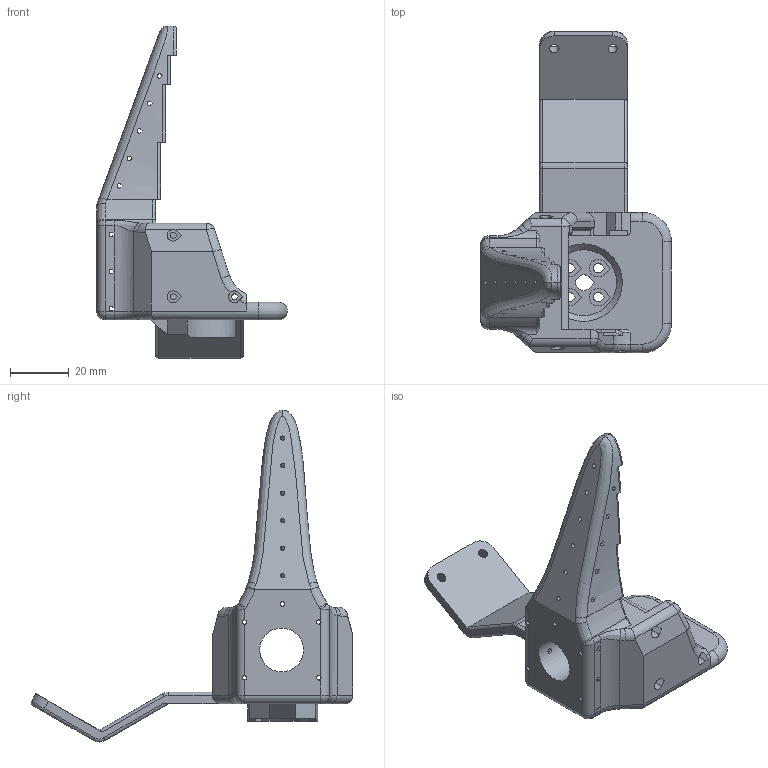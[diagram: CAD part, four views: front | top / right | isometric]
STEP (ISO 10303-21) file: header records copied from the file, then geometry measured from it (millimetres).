
FILE_DESCRIPTION(/* description */ ('','CAx-IF Rec.Pracs.---Representation and Presentation of Product Manufacturing Information (PMI)---4.0---2014-10-13'),/* implementation_level */ '2;1');
FILE_NAME(/* name */ 'SO_ARM100_Wrist_Roll_2 v3.step',/* time_stamp */ '2025-03-21T11:36:15+01:00',/* author */ (''),/* organization */ (''),/* preprocessor_version */ 'ST-DEVELOPER v20',/* originating_system */ 'Autodesk Translation Framework v13.20.0.188',/* authorisation */ '');
FILE_SCHEMA (('AP242_MANAGED_MODEL_BASED_3D_ENGINEERING_MIM_LF { 1 0 10303 442 1 1 4 }'));
Length unit declared in the file: millimetre
Products named in the file (1): Wrist_Roll_08c
Bounding box: 65.2 x 109.94 x 113.41 mm (x, y, z)
Volume: 65011.7 mm3; surface area: 24293.2 mm2
Topology: 1 solids, 1 shells, 286 faces, 801 edges, 512 vertices
Faces by surface type: plane 146, cylinder 91, bspline 24, torus 15, sphere 6, cone 4
Full cylindrical faces by diameter (mm): 1.5 x12, 3.2 x2, 15 x1
Entity records: 12646 total; most frequent: CARTESIAN_POINT 5225, ORIENTED_EDGE 1594, DIRECTION 1469, EDGE_CURVE 797, VERTEX_POINT 512, AXIS2_PLACEMENT_3D 511, LINE 447, VECTOR 447
